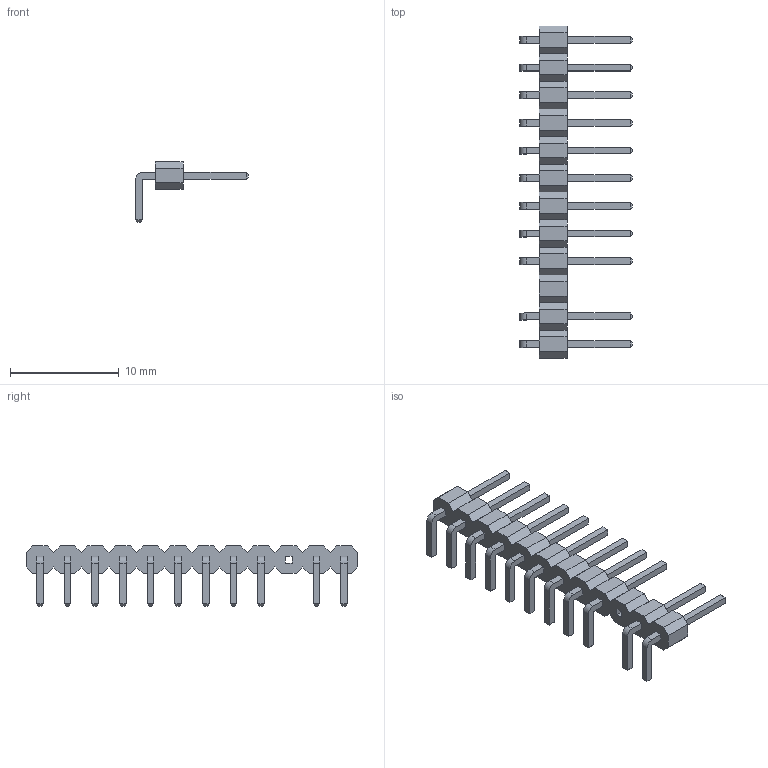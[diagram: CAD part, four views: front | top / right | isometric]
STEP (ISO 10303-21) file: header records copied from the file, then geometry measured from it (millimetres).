
FILE_DESCRIPTION(('FreeCAD Model'),'2;1');
FILE_NAME('Open CASCADE Shape Model','2025-10-28T22:51:10',(''),(''), 'Open CASCADE STEP processor 7.7','FreeCAD','Unknown');
FILE_SCHEMA(('AUTOMOTIVE_DESIGN { 1 0 10303 214 1 1 1 1 }'));
Length unit declared in the file: millimetre
Products named in the file (13): Unnamed; Body; Pin001; Pin002; Pin003; Pin004; Pin005; Pin006; Pin007; Pin008; Pin009; Pin011; Pin012
Assembly tree (12 placements, depth 2):
  Unnamed
    Body
    Pin001
    Pin002
    Pin003
    Pin004
    Pin005
    Pin006
    Pin007
    Pin008
    Pin009
    Pin011
    Pin012
Bounding box: 10.36 x 30.48 x 5.54 mm (x, y, z)
Volume: 225.1 mm3; surface area: 797.5 mm2
Topology: 12 solids, 12 shells, 311 faces, 773 edges, 486 vertices
Faces by surface type: plane 300, cylinder 11
Entity records: 9321 total; most frequent: CARTESIAN_POINT 1583, ORIENTED_EDGE 1546, DIRECTION 1443, EDGE_CURVE 773, LINE 751, VECTOR 751, VERTEX_POINT 486, AXIS2_PLACEMENT_3D 346
